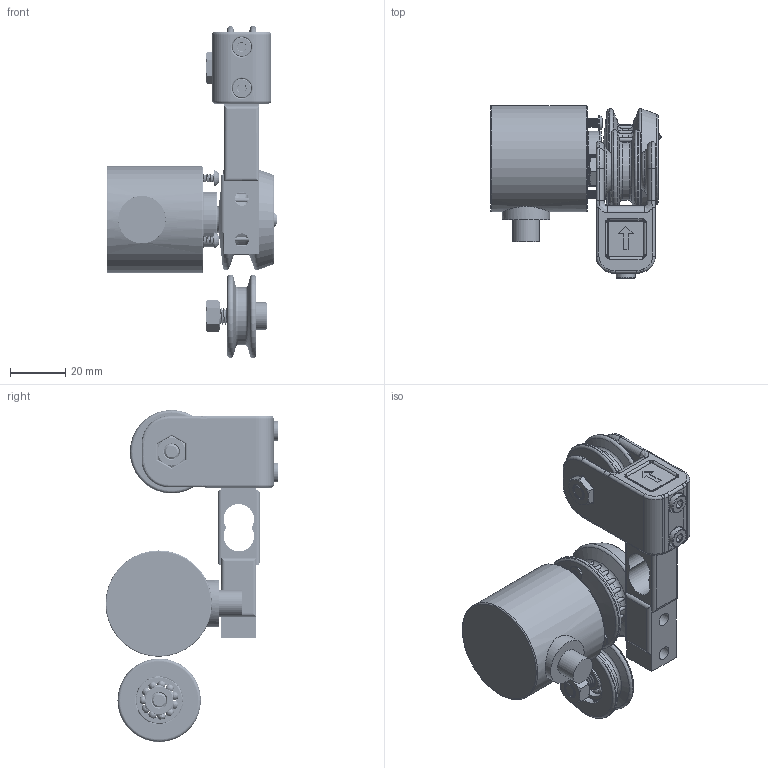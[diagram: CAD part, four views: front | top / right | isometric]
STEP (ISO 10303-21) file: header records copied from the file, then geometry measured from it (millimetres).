
FILE_DESCRIPTION(/* description */ (''),/* implementation_level */ '2;1');
FILE_NAME(/* name */ 'Measurement Assembly v15.step',/* time_stamp */ '2017-04-28T14:36:40-07:00',/* author */ (''),/* organization */ (''),/* preprocessor_version */ 'ST-DEVELOPER v16.13',/* originating_system */ 'Autodesk Translation Framework v6.1.1.50',/* authorisation */ '');
FILE_SCHEMA (('AUTOMOTIVE_DESIGN { 1 0 10303 214 3 1 1 }'));
Length unit declared in the file: millimetre
Products named in the file (13): Measurement Assembly v15; Load Cell 5kg YZC-133 v8; Small Idler v13; 91290A154; Encoder Capstan v21; Shaft Encoder 38mm v5; 91290A115; 92497A200; 91239A113; Small Idler v13_1; 606 v2; 90591A151; 91290A321
Assembly tree (18 placements, depth 3):
  Measurement Assembly v15
    Load Cell 5kg YZC-133 v8
    Small Idler v13
      606 v2
    91290A321  x2
    90591A151  x2
    91290A154  x2
    Encoder Capstan v21
      Shaft Encoder 38mm v5
      91239A113  x3
      91290A115
      92497A200
    Small Idler v13_1
      606 v2
Bounding box: 61.83 x 62.62 x 120.21 mm (x, y, z)
Volume: 91053.8 mm3; surface area: 38645.8 mm2
Topology: 43 solids, 43 shells, 917 faces, 2151 edges, 1325 vertices
Faces by surface type: cylinder 303, plane 258, cone 207, bspline 64, torus 60, sphere 25
Full cylindrical faces by diameter (mm): 3 x25, 3.15 x2, 4 x48, 5 x2, 5.5 x1, 5.7 x3, 6 x34, 6.35 x1, 7 x4, 9 x4, 9.6 x1, 9.806 x1, 10 x3, 12 x2, 14 x4, 17 x2, 17.152 x1, 17.4 x2, 20 x1, 21 x2, 38.5 x1
Entity records: 35890 total; most frequent: CARTESIAN_POINT 21382, DIRECTION 3007, ORIENTED_EDGE 2752, EDGE_CURVE 1376, AXIS2_PLACEMENT_3D 1240, VERTEX_POINT 920, EDGE_LOOP 866, FACE_OUTER_BOUND 668
